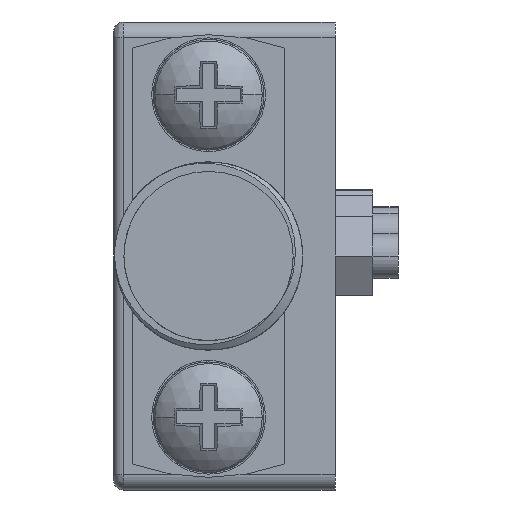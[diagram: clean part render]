
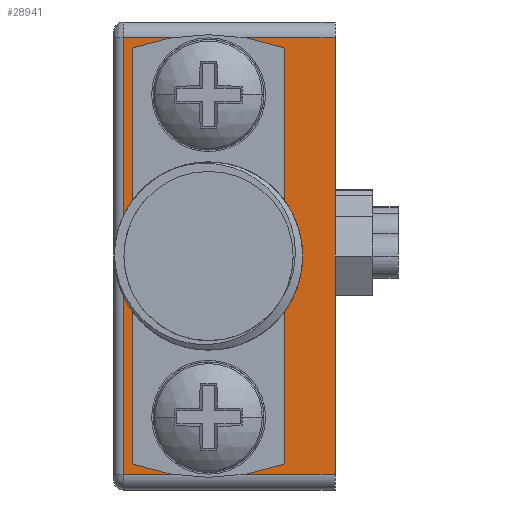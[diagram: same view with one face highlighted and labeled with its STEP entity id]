
A CAD part, left-side view. The second image highlights one B-rep face of the part: STEP entity #28941.
In plain terms, the highlighted planar face has unit normal (-1, 0, 0).
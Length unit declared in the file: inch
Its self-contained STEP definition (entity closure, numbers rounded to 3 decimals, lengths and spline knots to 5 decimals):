
#398 = DIRECTION ( 'NONE',  ( -1., 0., 0. ) ) ;
#711 = EDGE_LOOP ( 'NONE', ( #26550, #10259 ) ) ;
#1597 = AXIS2_PLACEMENT_3D ( 'NONE', #24956, #1866, #14573 ) ;
#1716 = CARTESIAN_POINT ( 'NONE',  ( -0.98425, 0., 0.20079 ) ) ;
#1739 = EDGE_CURVE ( 'NONE', #20500, #30445, #22563, .T. ) ;
#1866 = DIRECTION ( 'NONE',  ( -1., 0., 0. ) ) ;
#2177 = VECTOR ( 'NONE', #11493, 39.37008 ) ;
#2375 = CARTESIAN_POINT ( 'NONE',  ( -0.98425, 0., 0.20079 ) ) ;
#3099 = ORIENTED_EDGE ( 'NONE', *, *, #19246, .F. ) ;
#3530 = CARTESIAN_POINT ( 'NONE',  ( -0.98425, 0.1063, 0.27165 ) ) ;
#4646 = DIRECTION ( 'NONE',  ( 0., 0., 1. ) ) ;
#4932 = DIRECTION ( 'NONE',  ( -1., 0., 0. ) ) ;
#4957 = CARTESIAN_POINT ( 'NONE',  ( -0.98425, 0.04331, -0.20079 ) ) ;
#5073 = CARTESIAN_POINT ( 'NONE',  ( -0.98425, 0.1063, -0.27165 ) ) ;
#5417 = FACE_BOUND ( 'NONE', #10666, .T. ) ;
#5493 = AXIS2_PLACEMENT_3D ( 'NONE', #1716, #17410, #30152 ) ;
#6001 = ORIENTED_EDGE ( 'NONE', *, *, #29750, .F. ) ;
#6368 = ORIENTED_EDGE ( 'NONE', *, *, #28978, .F. ) ;
#6877 = EDGE_CURVE ( 'NONE', #33141, #8596, #33264, .T. ) ;
#6919 = VERTEX_POINT ( 'NONE', #20229 ) ;
#7142 = CARTESIAN_POINT ( 'NONE',  ( -0.98425, 0.1063, -0.27165 ) ) ;
#7449 = EDGE_CURVE ( 'NONE', #10586, #6919, #31808, .T. ) ;
#7473 = ORIENTED_EDGE ( 'NONE', *, *, #7449, .F. ) ;
#7651 = ORIENTED_EDGE ( 'NONE', *, *, #31138, .F. ) ;
#7787 = VECTOR ( 'NONE', #4646, 39.37008 ) ;
#7931 = CARTESIAN_POINT ( 'NONE',  ( -0.98425, -0.15748, 0.27165 ) ) ;
#7954 = FACE_BOUND ( 'NONE', #31036, .T. ) ;
#7969 = EDGE_CURVE ( 'NONE', #8010, #8087, #31664, .T. ) ;
#8010 = VERTEX_POINT ( 'NONE', #5073 ) ;
#8087 = VERTEX_POINT ( 'NONE', #30656 ) ;
#8517 = DIRECTION ( 'NONE',  ( 1., 0., 0. ) ) ;
#8596 = VERTEX_POINT ( 'NONE', #4957 ) ;
#8971 = DIRECTION ( 'NONE',  ( 1., 0., 0. ) ) ;
#9300 = VECTOR ( 'NONE', #31793, 39.37008 ) ;
#9847 = EDGE_CURVE ( 'NONE', #8596, #33141, #30891, .T. ) ;
#9984 = PLANE ( 'NONE',  #22214 ) ;
#10259 = ORIENTED_EDGE ( 'NONE', *, *, #23204, .T. ) ;
#10362 = AXIS2_PLACEMENT_3D ( 'NONE', #2375, #12687, #17919 ) ;
#10586 = VERTEX_POINT ( 'NONE', #10711 ) ;
#10596 = VERTEX_POINT ( 'NONE', #16009 ) ;
#10647 = FACE_OUTER_BOUND ( 'NONE', #23558, .T. ) ;
#10666 = EDGE_LOOP ( 'NONE', ( #29102, #24079 ) ) ;
#10711 = CARTESIAN_POINT ( 'NONE',  ( -0.98425, 0.04331, 0.20079 ) ) ;
#11493 = DIRECTION ( 'NONE',  ( 0., -1., 0. ) ) ;
#12001 = CIRCLE ( 'NONE', #20590, 0.08858 ) ;
#12123 = CARTESIAN_POINT ( 'NONE',  ( -0.98425, -0.08858, 0. ) ) ;
#12353 = FACE_BOUND ( 'NONE', #711, .T. ) ;
#12687 = DIRECTION ( 'NONE',  ( -1., 0., 0. ) ) ;
#12918 = CARTESIAN_POINT ( 'NONE',  ( -0.98425, -0.04331, -0.20079 ) ) ;
#13551 = CARTESIAN_POINT ( 'NONE',  ( -0.98425, 0.1063, -0.27165 ) ) ;
#14573 = DIRECTION ( 'NONE',  ( 0., -1., 0. ) ) ;
#14724 = CIRCLE ( 'NONE', #10362, 0.04331 ) ;
#16009 = CARTESIAN_POINT ( 'NONE',  ( -0.98425, -0.15748, 0.27165 ) ) ;
#16340 = CARTESIAN_POINT ( 'NONE',  ( -0.98425, 0., 0. ) ) ;
#16391 = LINE ( 'NONE', #3530, #9300 ) ;
#16437 = AXIS2_PLACEMENT_3D ( 'NONE', #20619, #398, #33192 ) ;
#17410 = DIRECTION ( 'NONE',  ( -1., 0., 0. ) ) ;
#17740 = DIRECTION ( 'NONE',  ( 0., 0., -1. ) ) ;
#17919 = DIRECTION ( 'NONE',  ( 0., -1., 0. ) ) ;
#18727 = ORIENTED_EDGE ( 'NONE', *, *, #7969, .T. ) ;
#19246 = EDGE_CURVE ( 'NONE', #21016, #10596, #16391, .T. ) ;
#19649 = CARTESIAN_POINT ( 'NONE',  ( -0.98425, 0.1063, 0.27165 ) ) ;
#20229 = CARTESIAN_POINT ( 'NONE',  ( -0.98425, -0.04331, 0.20079 ) ) ;
#20500 = VERTEX_POINT ( 'NONE', #32617 ) ;
#20590 = AXIS2_PLACEMENT_3D ( 'NONE', #16340, #8517, #23879 ) ;
#20619 = CARTESIAN_POINT ( 'NONE',  ( -0.98425, 0., -0.20079 ) ) ;
#21016 = VERTEX_POINT ( 'NONE', #19649 ) ;
#22214 = AXIS2_PLACEMENT_3D ( 'NONE', #25460, #4932, #30843 ) ;
#22563 = CIRCLE ( 'NONE', #31135, 0.08858 ) ;
#22669 = LINE ( 'NONE', #7142, #7787 ) ;
#23204 = EDGE_CURVE ( 'NONE', #30445, #20500, #12001, .T. ) ;
#23558 = EDGE_LOOP ( 'NONE', ( #3099, #7651, #18727, #6001 ) ) ;
#23879 = DIRECTION ( 'NONE',  ( 0., -1., 0. ) ) ;
#24079 = ORIENTED_EDGE ( 'NONE', *, *, #9847, .F. ) ;
#24812 = CARTESIAN_POINT ( 'NONE',  ( -0.98425, 0., 0. ) ) ;
#24956 = CARTESIAN_POINT ( 'NONE',  ( -0.98425, 0., -0.20079 ) ) ;
#24968 = DIRECTION ( 'NONE',  ( 0., 1., 0. ) ) ;
#25460 = CARTESIAN_POINT ( 'NONE',  ( -0.98425, -0.07874, -0.29134 ) ) ;
#26550 = ORIENTED_EDGE ( 'NONE', *, *, #1739, .T. ) ;
#28117 = VECTOR ( 'NONE', #17740, 39.37008 ) ;
#28941 = ADVANCED_FACE ( 'NONE', ( #12353, #10647, #7954, #5417 ), #9984, .T. ) ;
#28978 = EDGE_CURVE ( 'NONE', #6919, #10586, #14724, .T. ) ;
#29102 = ORIENTED_EDGE ( 'NONE', *, *, #6877, .F. ) ;
#29750 = EDGE_CURVE ( 'NONE', #10596, #8087, #30996, .T. ) ;
#30152 = DIRECTION ( 'NONE',  ( 0., 1., 0. ) ) ;
#30445 = VERTEX_POINT ( 'NONE', #12123 ) ;
#30656 = CARTESIAN_POINT ( 'NONE',  ( -0.98425, -0.15748, -0.27165 ) ) ;
#30843 = DIRECTION ( 'NONE',  ( 0., 0., 1. ) ) ;
#30891 = CIRCLE ( 'NONE', #16437, 0.04331 ) ;
#30996 = LINE ( 'NONE', #7931, #28117 ) ;
#31036 = EDGE_LOOP ( 'NONE', ( #6368, #7473 ) ) ;
#31135 = AXIS2_PLACEMENT_3D ( 'NONE', #24812, #8971, #24968 ) ;
#31138 = EDGE_CURVE ( 'NONE', #8010, #21016, #22669, .T. ) ;
#31664 = LINE ( 'NONE', #13551, #2177 ) ;
#31793 = DIRECTION ( 'NONE',  ( 0., -1., 0. ) ) ;
#31808 = CIRCLE ( 'NONE', #5493, 0.04331 ) ;
#32617 = CARTESIAN_POINT ( 'NONE',  ( -0.98425, 0.08858, 0. ) ) ;
#33141 = VERTEX_POINT ( 'NONE', #12918 ) ;
#33192 = DIRECTION ( 'NONE',  ( 0., 1., 0. ) ) ;
#33264 = CIRCLE ( 'NONE', #1597, 0.04331 ) ;
